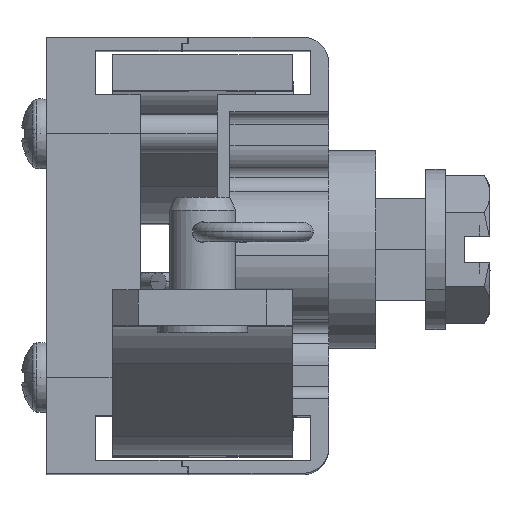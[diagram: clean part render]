
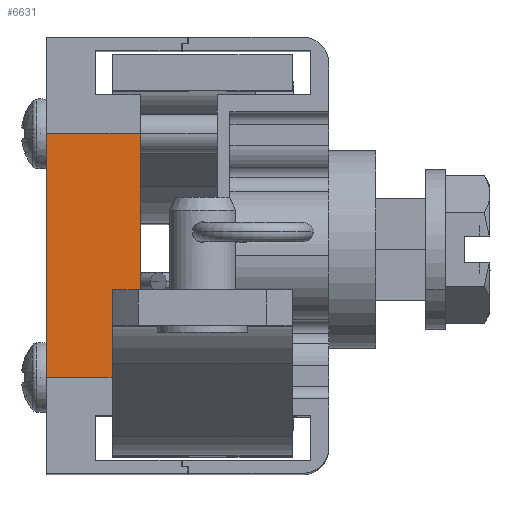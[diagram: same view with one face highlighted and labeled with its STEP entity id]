
A CAD part, top view. The second image highlights one B-rep face of the part: STEP entity #6631.
In plain terms, the highlighted planar face has unit normal (0, 0, 1).
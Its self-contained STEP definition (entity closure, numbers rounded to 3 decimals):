
#232 = VERTEX_POINT ( 'NONE', #8236 ) ;
#238 = VERTEX_POINT ( 'NONE', #15143 ) ;
#524 = LINE ( 'NONE', #3782, #9582 ) ;
#2791 = CARTESIAN_POINT ( 'NONE',  ( -3.7, 26.5, 63.8 ) ) ;
#2986 = CARTESIAN_POINT ( 'NONE',  ( -3.7, 26.5, 63.8 ) ) ;
#3232 = ORIENTED_EDGE ( 'NONE', *, *, #7425, .T. ) ;
#3286 = LINE ( 'NONE', #13893, #3717 ) ;
#3505 = PLANE ( 'NONE',  #5022 ) ;
#3717 = VECTOR ( 'NONE', #8631, 1000. ) ;
#3782 = CARTESIAN_POINT ( 'NONE',  ( -11., 26.5, 63.8 ) ) ;
#4070 = CARTESIAN_POINT ( 'NONE',  ( -11., 7.5, 63.8 ) ) ;
#4684 = VERTEX_POINT ( 'NONE', #4070 ) ;
#4776 = ORIENTED_EDGE ( 'NONE', *, *, #8754, .F. ) ;
#5022 = AXIS2_PLACEMENT_3D ( 'NONE', #11254, #8661, #9973 ) ;
#5397 = VECTOR ( 'NONE', #15884, 1000. ) ;
#6631 = ADVANCED_FACE ( 'NONE', ( #6799 ), #3505, .F. ) ;
#6799 = FACE_OUTER_BOUND ( 'NONE', #11289, .T. ) ;
#7097 = EDGE_CURVE ( 'NONE', #232, #4684, #524, .T. ) ;
#7425 = EDGE_CURVE ( 'NONE', #15208, #232, #9563, .T. ) ;
#7474 = DIRECTION ( 'NONE',  ( -1., 0., 0. ) ) ;
#8236 = CARTESIAN_POINT ( 'NONE',  ( -11., 26.5, 63.8 ) ) ;
#8296 = CARTESIAN_POINT ( 'NONE',  ( -2.2, 26.5, 63.8 ) ) ;
#8631 = DIRECTION ( 'NONE',  ( -1., 0., 0. ) ) ;
#8661 = DIRECTION ( 'NONE',  ( 0., 0., -1. ) ) ;
#8754 = EDGE_CURVE ( 'NONE', #238, #4684, #3286, .T. ) ;
#9563 = LINE ( 'NONE', #8296, #13361 ) ;
#9582 = VECTOR ( 'NONE', #14088, 1000. ) ;
#9973 = DIRECTION ( 'NONE',  ( 1., 0., 0. ) ) ;
#11254 = CARTESIAN_POINT ( 'NONE',  ( -2.2, 26.5, 63.8 ) ) ;
#11289 = EDGE_LOOP ( 'NONE', ( #3232, #15575, #4776, #15655 ) ) ;
#13361 = VECTOR ( 'NONE', #7474, 1000. ) ;
#13893 = CARTESIAN_POINT ( 'NONE',  ( -2.2, 7.5, 63.8 ) ) ;
#14088 = DIRECTION ( 'NONE',  ( 0., -1., 0. ) ) ;
#14815 = LINE ( 'NONE', #2986, #5397 ) ;
#15143 = CARTESIAN_POINT ( 'NONE',  ( -3.7, 7.5, 63.8 ) ) ;
#15208 = VERTEX_POINT ( 'NONE', #2791 ) ;
#15575 = ORIENTED_EDGE ( 'NONE', *, *, #7097, .T. ) ;
#15655 = ORIENTED_EDGE ( 'NONE', *, *, #15836, .F. ) ;
#15836 = EDGE_CURVE ( 'NONE', #15208, #238, #14815, .T. ) ;
#15884 = DIRECTION ( 'NONE',  ( 0., -1., 0. ) ) ;
